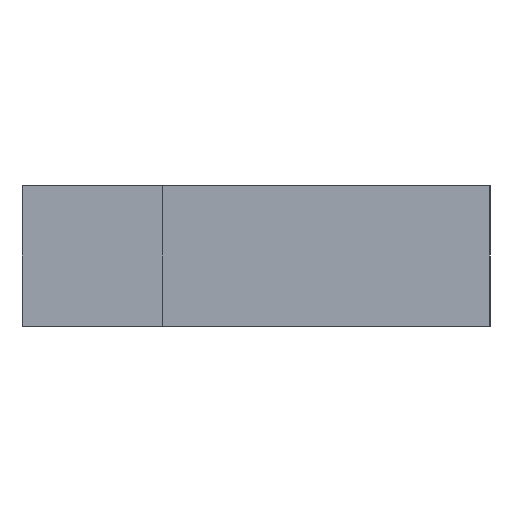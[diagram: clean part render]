
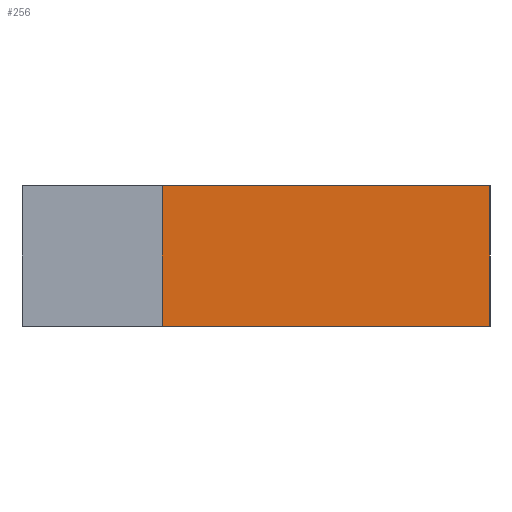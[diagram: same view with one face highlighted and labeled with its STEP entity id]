
A CAD part, left-side view. The second image highlights one B-rep face of the part: STEP entity #256.
In plain terms, the highlighted planar face has unit normal (-1, 0, 0).
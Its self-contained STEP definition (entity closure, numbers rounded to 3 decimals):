
#3 = LINE ( 'NONE', #79, #28 ) ;
#25 = CARTESIAN_POINT ( 'NONE',  ( -20., 2., 1.5 ) ) ;
#28 = VECTOR ( 'NONE', #217, 1000. ) ;
#57 = CARTESIAN_POINT ( 'NONE',  ( -20., -5., 1.5 ) ) ;
#76 = DIRECTION ( 'NONE',  ( 1., 0., 0. ) ) ;
#79 = CARTESIAN_POINT ( 'NONE',  ( -20., -5., -1.5 ) ) ;
#94 = EDGE_CURVE ( 'NONE', #169, #353, #152, .T. ) ;
#96 = CARTESIAN_POINT ( 'NONE',  ( -20., -5., -1.5 ) ) ;
#100 = DIRECTION ( 'NONE',  ( 0., 0., -1. ) ) ;
#116 = DIRECTION ( 'NONE',  ( 0., 0., -1. ) ) ;
#121 = ORIENTED_EDGE ( 'NONE', *, *, #211, .T. ) ;
#136 = ORIENTED_EDGE ( 'NONE', *, *, #153, .F. ) ;
#152 = LINE ( 'NONE', #57, #441 ) ;
#153 = EDGE_CURVE ( 'NONE', #391, #169, #200, .T. ) ;
#169 = VERTEX_POINT ( 'NONE', #413 ) ;
#171 = CARTESIAN_POINT ( 'NONE',  ( -20., -5., 1.5 ) ) ;
#200 = LINE ( 'NONE', #171, #219 ) ;
#211 = EDGE_CURVE ( 'NONE', #251, #353, #3, .T. ) ;
#217 = DIRECTION ( 'NONE',  ( 0., -1., 0. ) ) ;
#219 = VECTOR ( 'NONE', #265, 1000. ) ;
#249 = CARTESIAN_POINT ( 'NONE',  ( -20., 2., -1.5 ) ) ;
#251 = VERTEX_POINT ( 'NONE', #249 ) ;
#256 = ADVANCED_FACE ( 'NONE', ( #277 ), #283, .F. ) ;
#265 = DIRECTION ( 'NONE',  ( 0., -1., 0. ) ) ;
#268 = ORIENTED_EDGE ( 'NONE', *, *, #392, .F. ) ;
#277 = FACE_OUTER_BOUND ( 'NONE', #434, .T. ) ;
#283 = PLANE ( 'NONE',  #314 ) ;
#314 = AXIS2_PLACEMENT_3D ( 'NONE', #358, #76, #116 ) ;
#353 = VERTEX_POINT ( 'NONE', #96 ) ;
#358 = CARTESIAN_POINT ( 'NONE',  ( -20., -5., 1.5 ) ) ;
#391 = VERTEX_POINT ( 'NONE', #25 ) ;
#392 = EDGE_CURVE ( 'NONE', #251, #391, #458, .T. ) ;
#413 = CARTESIAN_POINT ( 'NONE',  ( -20., -5., 1.5 ) ) ;
#415 = ORIENTED_EDGE ( 'NONE', *, *, #94, .F. ) ;
#434 = EDGE_LOOP ( 'NONE', ( #268, #121, #415, #136 ) ) ;
#440 = VECTOR ( 'NONE', #456, 1000. ) ;
#441 = VECTOR ( 'NONE', #100, 1000. ) ;
#448 = CARTESIAN_POINT ( 'NONE',  ( -20., 2., -1.5 ) ) ;
#456 = DIRECTION ( 'NONE',  ( 0., 0., 1. ) ) ;
#458 = LINE ( 'NONE', #448, #440 ) ;
